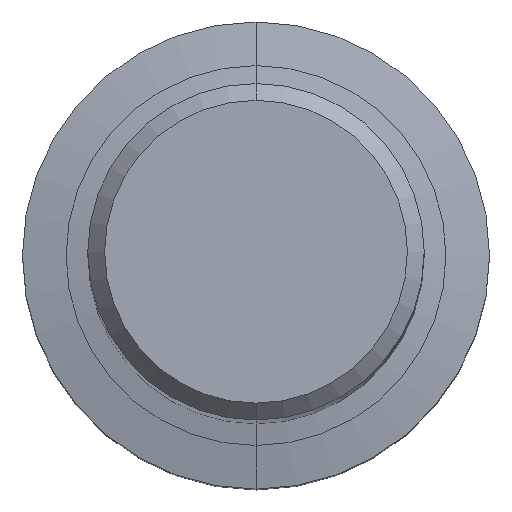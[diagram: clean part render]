
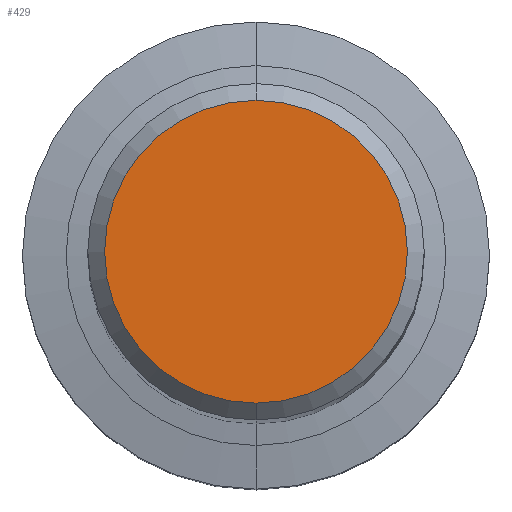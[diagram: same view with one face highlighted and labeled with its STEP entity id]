
A CAD part, top view. The second image highlights one B-rep face of the part: STEP entity #429.
In plain terms, the highlighted planar face has unit normal (0, 0, 1).
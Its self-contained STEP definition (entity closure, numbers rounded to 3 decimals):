
#209=VERTEX_POINT('',#565);
#247=EDGE_CURVE('',#305,#209,#606,.T.);
#293=EDGE_CURVE('',#209,#305,#654,.T.);
#305=VERTEX_POINT('',#669);
#429=ADVANCED_FACE('',(#806),#807,.T.);
#565=CARTESIAN_POINT('',(0.,-5.4,0.0));
#606=CIRCLE('',#1006,5.4);
#654=CIRCLE('',#1114,5.4);
#669=CARTESIAN_POINT('',(0.0,5.4,0.0));
#806=FACE_OUTER_BOUND('',#1446,.T.);
#807=PLANE('',#1447);
#1006=AXIS2_PLACEMENT_3D('',#1747,#1748,#1749);
#1114=AXIS2_PLACEMENT_3D('',#1782,#1783,#1784);
#1446=EDGE_LOOP('',(#1956,#1957));
#1447=AXIS2_PLACEMENT_3D('',#1958,#1959,#1960);
#1747=CARTESIAN_POINT('',(0.0,0.0,0.0));
#1748=DIRECTION('',(0.0,0.0,-1.0));
#1749=DIRECTION('',(0.0,1.0,0.0));
#1782=CARTESIAN_POINT('',(0.0,0.0,0.0));
#1783=DIRECTION('',(0.0,0.0,-1.0));
#1784=DIRECTION('',(0.0,1.0,0.0));
#1956=ORIENTED_EDGE('',*,*,#247,.F.);
#1957=ORIENTED_EDGE('',*,*,#293,.F.);
#1958=CARTESIAN_POINT('',(0.0,2.7,0.0));
#1959=DIRECTION('',(-0.0,0.0,1.0));
#1960=DIRECTION('',(0.0,-1.0,0.0));
